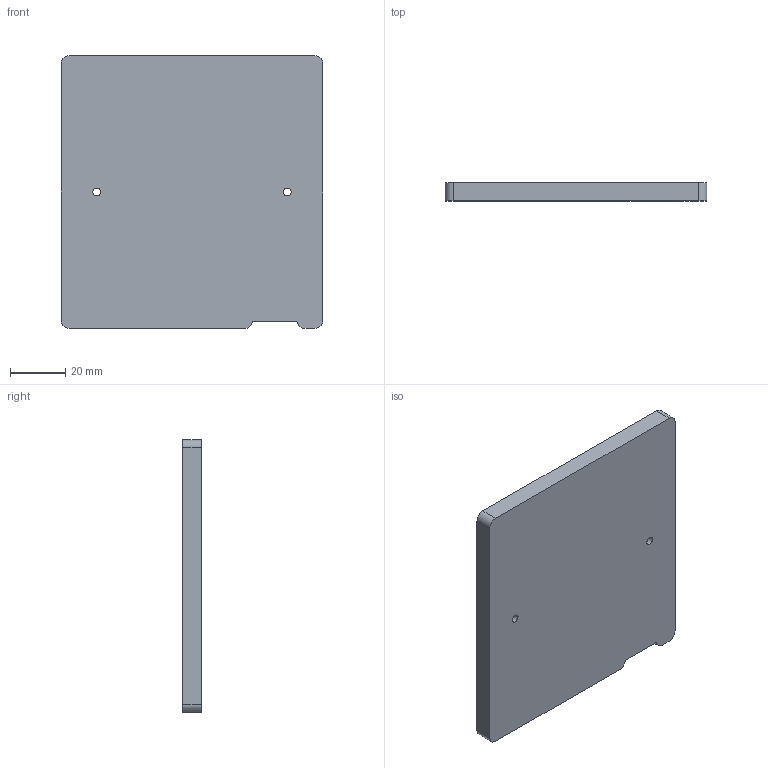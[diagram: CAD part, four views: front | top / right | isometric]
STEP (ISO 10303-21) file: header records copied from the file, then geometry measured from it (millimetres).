
FILE_DESCRIPTION(/* description */ (''),/* implementation_level */ '2;1');
FILE_NAME(/* name */ 'flasher-base v1.step',/* time_stamp */ '2025-11-14T03:28:28-05:00',/* author */ (''),/* organization */ (''),/* preprocessor_version */ 'ST-DEVELOPER v20.1',/* originating_system */ 'Autodesk Translation Framework v14.10.0.0',/* authorisation */ '');
FILE_SCHEMA (('AUTOMOTIVE_DESIGN { 1 0 10303 214 3 1 1 }'));
Length unit declared in the file: millimetre
Products named in the file (1): flasher-base
Bounding box: 95 x 6.6 x 99 mm (x, y, z)
Volume: 46628.9 mm3; surface area: 22237 mm2
Topology: 1 solids, 1 shells, 33 faces, 86 edges, 56 vertices
Faces by surface type: plane 19, cylinder 14
Full cylindrical faces by diameter (mm): 2.9 x2
Entity records: 1055 total; most frequent: DIRECTION 180, CARTESIAN_POINT 176, ORIENTED_EDGE 172, EDGE_CURVE 86, LINE 60, VECTOR 60, AXIS2_PLACEMENT_3D 60, VERTEX_POINT 56
